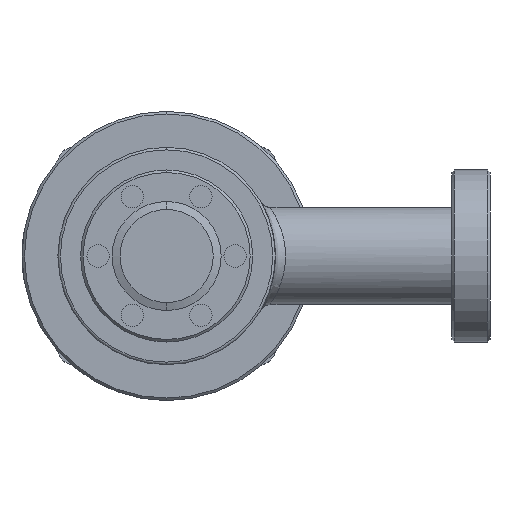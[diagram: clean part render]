
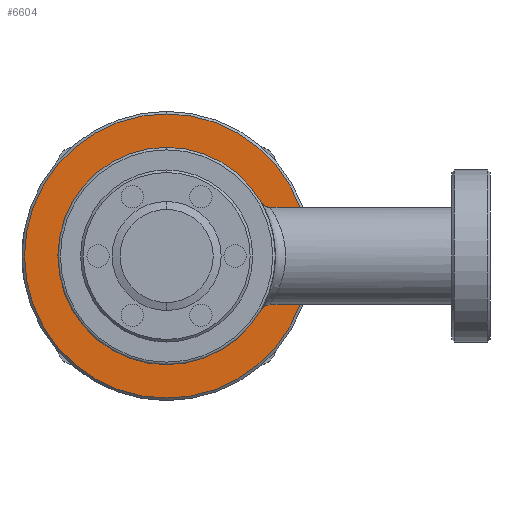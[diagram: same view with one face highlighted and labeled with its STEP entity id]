
A CAD part, front view. The second image highlights one B-rep face of the part: STEP entity #6604.
In plain terms, the highlighted planar face has unit normal (0, -1, 0).
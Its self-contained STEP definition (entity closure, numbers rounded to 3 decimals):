
#286 = FACE_BOUND ( 'NONE', #2142, .T. ) ;
#396 = DIRECTION ( 'NONE',  ( 0., -1., 0. ) ) ;
#961 = CARTESIAN_POINT ( 'NONE',  ( 0., 83.9, 0. ) ) ;
#1010 = DIRECTION ( 'NONE',  ( 0., -1., 0. ) ) ;
#1422 = AXIS2_PLACEMENT_3D ( 'NONE', #3953, #396, #4541 ) ;
#1547 = DIRECTION ( 'NONE',  ( 0., 0., -1. ) ) ;
#1552 = VERTEX_POINT ( 'NONE', #4799 ) ;
#1621 = ORIENTED_EDGE ( 'NONE', *, *, #5785, .F. ) ;
#1733 = EDGE_CURVE ( 'NONE', #6221, #2866, #3238, .T. ) ;
#1768 = CIRCLE ( 'NONE', #1422, 27.9 ) ;
#2021 = FACE_OUTER_BOUND ( 'NONE', #6610, .T. ) ;
#2142 = EDGE_LOOP ( 'NONE', ( #2462, #1621 ) ) ;
#2197 = CARTESIAN_POINT ( 'NONE',  ( 0., 83.9, -27.9 ) ) ;
#2202 = CARTESIAN_POINT ( 'NONE',  ( 0., 83.9, -21.35 ) ) ;
#2462 = ORIENTED_EDGE ( 'NONE', *, *, #2631, .F. ) ;
#2538 = CARTESIAN_POINT ( 'NONE',  ( 0., 83.9, 0. ) ) ;
#2631 = EDGE_CURVE ( 'NONE', #4537, #1552, #7017, .T. ) ;
#2796 = CARTESIAN_POINT ( 'NONE',  ( 0., 83.9, 0. ) ) ;
#2817 = AXIS2_PLACEMENT_3D ( 'NONE', #961, #5083, #1547 ) ;
#2866 = VERTEX_POINT ( 'NONE', #2197 ) ;
#2980 = CARTESIAN_POINT ( 'NONE',  ( 0., 83.9, 27.9 ) ) ;
#3142 = DIRECTION ( 'NONE',  ( 0., 0., -1. ) ) ;
#3238 = CIRCLE ( 'NONE', #7376, 27.9 ) ;
#3732 = DIRECTION ( 'NONE',  ( 0., 0., -1. ) ) ;
#3953 = CARTESIAN_POINT ( 'NONE',  ( 0., 83.9, 0. ) ) ;
#4537 = VERTEX_POINT ( 'NONE', #2202 ) ;
#4541 = DIRECTION ( 'NONE',  ( 0., 0., -1. ) ) ;
#4598 = CARTESIAN_POINT ( 'NONE',  ( 0., 83.9, 0. ) ) ;
#4799 = CARTESIAN_POINT ( 'NONE',  ( 0., 83.9, 21.35 ) ) ;
#5083 = DIRECTION ( 'NONE',  ( 0., -1., 0. ) ) ;
#5255 = ORIENTED_EDGE ( 'NONE', *, *, #1733, .T. ) ;
#5482 = CIRCLE ( 'NONE', #5627, 21.35 ) ;
#5627 = AXIS2_PLACEMENT_3D ( 'NONE', #2538, #6663, #3142 ) ;
#5785 = EDGE_CURVE ( 'NONE', #1552, #4537, #5482, .T. ) ;
#6192 = AXIS2_PLACEMENT_3D ( 'NONE', #2796, #1010, #3732 ) ;
#6212 = ORIENTED_EDGE ( 'NONE', *, *, #7644, .T. ) ;
#6221 = VERTEX_POINT ( 'NONE', #2980 ) ;
#6604 = ADVANCED_FACE ( 'NONE', ( #2021, #286 ), #7442, .T. ) ;
#6610 = EDGE_LOOP ( 'NONE', ( #5255, #6212 ) ) ;
#6663 = DIRECTION ( 'NONE',  ( 0., -1., 0. ) ) ;
#6987 = DIRECTION ( 'NONE',  ( 0., -1., 0. ) ) ;
#7017 = CIRCLE ( 'NONE', #6192, 21.35 ) ;
#7376 = AXIS2_PLACEMENT_3D ( 'NONE', #4598, #6987, #7591 ) ;
#7442 = PLANE ( 'NONE',  #2817 ) ;
#7591 = DIRECTION ( 'NONE',  ( 0., 0., -1. ) ) ;
#7644 = EDGE_CURVE ( 'NONE', #2866, #6221, #1768, .T. ) ;
